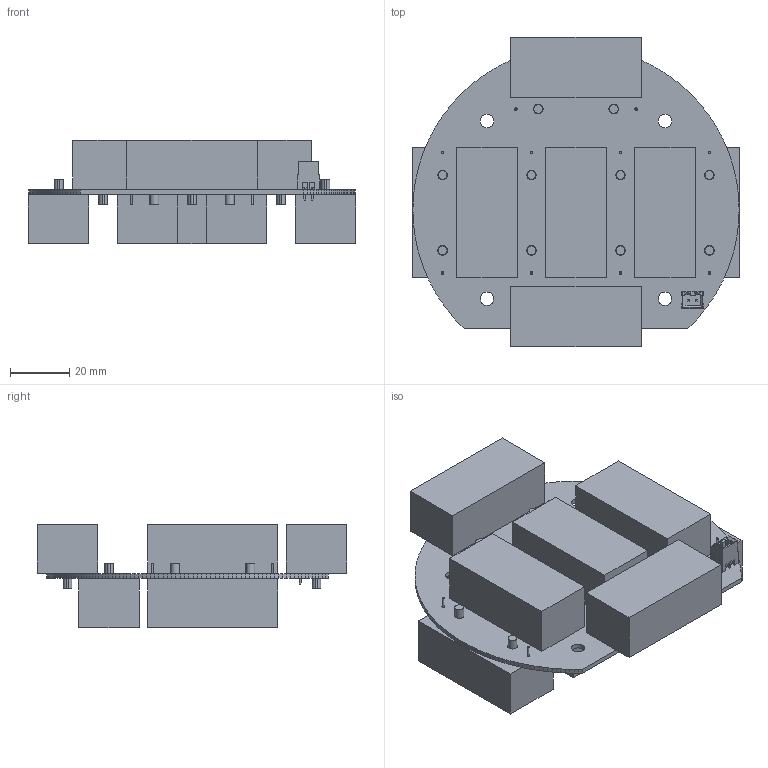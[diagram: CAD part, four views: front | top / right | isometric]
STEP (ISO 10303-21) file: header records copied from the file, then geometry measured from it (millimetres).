
FILE_DESCRIPTION(('KiCad electronic assembly'),'2;1');
FILE_NAME('Battery.step','2023-05-20T22:45:09',('Pcbnew'),('Kicad'), 'Open CASCADE STEP processor 7.6','KiCad to STEP converter','Unknown' );
FILE_SCHEMA(('AUTOMOTIVE_DESIGN { 1 0 10303 214 1 1 1 1 }'));
Length unit declared in the file: millimetre
Products named in the file (6): Battery 1; CR123A-PC; COMPOUND; DF1B-2P-2.5DSA; SOLID; PCB
Assembly tree (14 placements, depth 3):
  Battery 1
    CR123A-PC  x10
      COMPOUND
    DF1B-2P-2.5DSA
      SOLID
    PCB
Bounding box: 110.5 x 104.5 x 34.88 mm (x, y, z)
Volume: 162876.1 mm3; surface area: 59222.2 mm2
Topology: 52 solids, 52 shells, 511 faces, 1185 edges, 782 vertices
Faces by surface type: plane 417, cylinder 94
Full cylindrical faces by diameter (mm): 0.7 x20, 0.9 x20, 1.1 x2, 3 x20, 3.2 x20, 4.5 x4
Entity records: 24330 total; most frequent: CARTESIAN_POINT 4551, DIRECTION 3650, LINE 2673, VECTOR 2673, ORIENTED_EDGE 1938, PCURVE 1938, DEFINITIONAL_REPRESENTATION 1938, EDGE_CURVE 969
